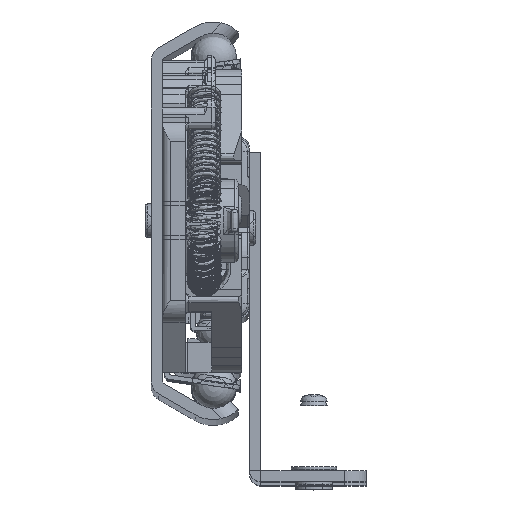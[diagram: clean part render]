
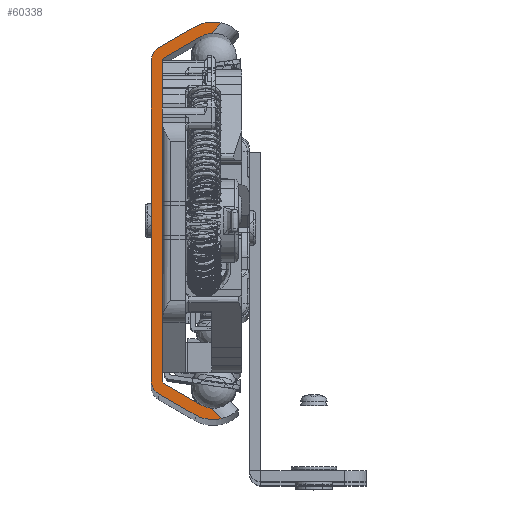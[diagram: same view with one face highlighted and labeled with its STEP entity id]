
A CAD part, top view. The second image highlights one B-rep face of the part: STEP entity #60338.
In plain terms, the highlighted planar face has unit normal (0, 0, 1).
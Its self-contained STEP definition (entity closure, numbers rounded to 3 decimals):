
#3090=PLANE('',#64298);
#5753=FACE_OUTER_BOUND('',#9018,.T.);
#9018=EDGE_LOOP('',(#41280,#41281,#41282,#41283,#41284,#41285,#41286,#41287,
#41288,#41289,#41290,#41291,#41292,#41293,#41294,#41295));
#12576=LINE('',#88125,#16956);
#12577=LINE('',#88138,#16957);
#12578=LINE('',#88143,#16958);
#12579=LINE('',#88147,#16959);
#12580=LINE('',#88150,#16960);
#12581=LINE('',#88154,#16961);
#12582=LINE('',#88158,#16962);
#12583=LINE('',#88161,#16963);
#16956=VECTOR('',#72139,10.);
#16957=VECTOR('',#72142,10.);
#16958=VECTOR('',#72147,10.);
#16959=VECTOR('',#72150,10.);
#16960=VECTOR('',#72153,10.);
#16961=VECTOR('',#72156,10.);
#16962=VECTOR('',#72159,10.);
#16963=VECTOR('',#72162,10.);
#21122=CIRCLE('',#64289,3.3);
#21124=CIRCLE('',#64294,4.8);
#21126=CIRCLE('',#64299,3.3);
#21127=CIRCLE('',#64300,0.5);
#21128=CIRCLE('',#64301,0.5);
#21129=CIRCLE('',#64302,4.8);
#21130=CIRCLE('',#64303,2.);
#21131=CIRCLE('',#64304,2.);
#24096=VERTEX_POINT('',#88035);
#24097=VERTEX_POINT('',#88050);
#24105=VERTEX_POINT('',#88093);
#24106=VERTEX_POINT('',#88104);
#24108=VERTEX_POINT('',#88110);
#24109=VERTEX_POINT('',#88127);
#24110=VERTEX_POINT('',#88140);
#24111=VERTEX_POINT('',#88142);
#24112=VERTEX_POINT('',#88144);
#24113=VERTEX_POINT('',#88146);
#24114=VERTEX_POINT('',#88148);
#24115=VERTEX_POINT('',#88151);
#24116=VERTEX_POINT('',#88153);
#24117=VERTEX_POINT('',#88155);
#24118=VERTEX_POINT('',#88157);
#24119=VERTEX_POINT('',#88159);
#30606=EDGE_CURVE('',#24097,#24096,#21122,.T.);
#30617=EDGE_CURVE('',#24106,#24105,#21124,.T.);
#30621=EDGE_CURVE('',#24105,#24108,#12576,.T.);
#30623=EDGE_CURVE('',#24096,#24109,#12577,.T.);
#30624=EDGE_CURVE('',#24108,#24110,#21126,.T.);
#30625=EDGE_CURVE('',#24110,#24111,#12578,.T.);
#30626=EDGE_CURVE('',#24111,#24112,#21127,.T.);
#30627=EDGE_CURVE('',#24112,#24113,#12579,.T.);
#30628=EDGE_CURVE('',#24113,#24114,#21128,.T.);
#30629=EDGE_CURVE('',#24114,#24097,#12580,.T.);
#30630=EDGE_CURVE('',#24109,#24115,#21129,.T.);
#30631=EDGE_CURVE('',#24115,#24116,#12581,.T.);
#30632=EDGE_CURVE('',#24116,#24117,#21130,.T.);
#30633=EDGE_CURVE('',#24117,#24118,#12582,.T.);
#30634=EDGE_CURVE('',#24118,#24119,#21131,.T.);
#30635=EDGE_CURVE('',#24119,#24106,#12583,.T.);
#41280=ORIENTED_EDGE('',*,*,#30621,.T.);
#41281=ORIENTED_EDGE('',*,*,#30624,.T.);
#41282=ORIENTED_EDGE('',*,*,#30625,.T.);
#41283=ORIENTED_EDGE('',*,*,#30626,.T.);
#41284=ORIENTED_EDGE('',*,*,#30627,.T.);
#41285=ORIENTED_EDGE('',*,*,#30628,.T.);
#41286=ORIENTED_EDGE('',*,*,#30629,.T.);
#41287=ORIENTED_EDGE('',*,*,#30606,.T.);
#41288=ORIENTED_EDGE('',*,*,#30623,.T.);
#41289=ORIENTED_EDGE('',*,*,#30630,.T.);
#41290=ORIENTED_EDGE('',*,*,#30631,.T.);
#41291=ORIENTED_EDGE('',*,*,#30632,.T.);
#41292=ORIENTED_EDGE('',*,*,#30633,.T.);
#41293=ORIENTED_EDGE('',*,*,#30634,.T.);
#41294=ORIENTED_EDGE('',*,*,#30635,.T.);
#41295=ORIENTED_EDGE('',*,*,#30617,.T.);
#60338=ADVANCED_FACE('',(#5753),#3090,.F.);
#64289=AXIS2_PLACEMENT_3D('',#88051,#72116,#72117);
#64294=AXIS2_PLACEMENT_3D('',#88105,#72132,#72133);
#64298=AXIS2_PLACEMENT_3D('',#88139,#72143,#72144);
#64299=AXIS2_PLACEMENT_3D('',#88141,#72145,#72146);
#64300=AXIS2_PLACEMENT_3D('',#88145,#72148,#72149);
#64301=AXIS2_PLACEMENT_3D('',#88149,#72151,#72152);
#64302=AXIS2_PLACEMENT_3D('',#88152,#72154,#72155);
#64303=AXIS2_PLACEMENT_3D('',#88156,#72157,#72158);
#64304=AXIS2_PLACEMENT_3D('',#88160,#72160,#72161);
#72116=DIRECTION('center_axis',(0.,0.,-1.));
#72117=DIRECTION('ref_axis',(0.5,-0.866,0.));
#72132=DIRECTION('center_axis',(0.,0.,1.));
#72133=DIRECTION('ref_axis',(0.688,-0.726,0.));
#72139=DIRECTION('',(-0.655,0.756,0.));
#72142=DIRECTION('',(0.655,0.756,0.));
#72143=DIRECTION('center_axis',(0.,0.,-1.));
#72144=DIRECTION('ref_axis',(1.,0.,0.));
#72145=DIRECTION('center_axis',(0.,0.,-1.));
#72146=DIRECTION('ref_axis',(-0.702,0.712,0.));
#72147=DIRECTION('',(-0.866,0.5,0.));
#72148=DIRECTION('center_axis',(0.,0.,-1.));
#72149=DIRECTION('ref_axis',(0.5,0.866,0.));
#72150=DIRECTION('',(0.,1.,0.));
#72151=DIRECTION('center_axis',(0.,0.,-1.));
#72152=DIRECTION('ref_axis',(1.,0.,0.));
#72153=DIRECTION('',(0.866,0.5,0.));
#72154=DIRECTION('center_axis',(0.,0.,1.));
#72155=DIRECTION('ref_axis',(-0.5,0.866,0.));
#72156=DIRECTION('',(-0.866,-0.5,0.));
#72157=DIRECTION('center_axis',(0.,0.,1.));
#72158=DIRECTION('ref_axis',(-1.,0.,0.));
#72159=DIRECTION('',(0.,-1.,0.));
#72160=DIRECTION('center_axis',(0.,0.,1.));
#72161=DIRECTION('ref_axis',(-0.5,-0.866,0.));
#72162=DIRECTION('',(0.866,-0.5,0.));
#88035=CARTESIAN_POINT('',(8.605,24.746,456.784));
#88050=CARTESIAN_POINT('',(7.127,24.308,456.784));
#88051=CARTESIAN_POINT('Origin',(8.777,21.45,456.784));
#88093=CARTESIAN_POINT('',(9.81,-26.137,456.784));
#88104=CARTESIAN_POINT('',(6.377,-25.607,456.784));
#88105=CARTESIAN_POINT('Origin',(8.777,-21.45,456.784));
#88110=CARTESIAN_POINT('',(8.605,-24.746,456.784));
#88125=CARTESIAN_POINT('',(2.128,-17.264,456.784));
#88127=CARTESIAN_POINT('',(9.81,26.137,456.784));
#88138=CARTESIAN_POINT('',(1.637,16.696,456.784));
#88139=CARTESIAN_POINT('Origin',(3.261,0.,456.784));
#88140=CARTESIAN_POINT('',(7.127,-24.308,456.784));
#88141=CARTESIAN_POINT('Origin',(8.777,-21.45,456.784));
#88142=CARTESIAN_POINT('',(2.327,-21.537,456.784));
#88143=CARTESIAN_POINT('',(2.327,-21.537,456.784));
#88144=CARTESIAN_POINT('',(2.077,-21.104,456.784));
#88145=CARTESIAN_POINT('Origin',(2.577,-21.104,456.784));
#88146=CARTESIAN_POINT('',(2.077,21.104,456.784));
#88147=CARTESIAN_POINT('',(2.077,21.104,456.784));
#88148=CARTESIAN_POINT('',(2.327,21.537,456.784));
#88149=CARTESIAN_POINT('Origin',(2.577,21.104,456.784));
#88150=CARTESIAN_POINT('',(7.127,24.308,456.784));
#88151=CARTESIAN_POINT('',(6.377,25.607,456.784));
#88152=CARTESIAN_POINT('Origin',(8.777,21.45,456.784));
#88153=CARTESIAN_POINT('',(1.577,22.836,456.784));
#88154=CARTESIAN_POINT('',(1.577,22.836,456.784));
#88155=CARTESIAN_POINT('',(0.577,21.104,456.784));
#88156=CARTESIAN_POINT('Origin',(2.577,21.104,456.784));
#88157=CARTESIAN_POINT('',(0.577,-21.104,456.784));
#88158=CARTESIAN_POINT('',(0.577,-21.104,456.784));
#88159=CARTESIAN_POINT('',(1.577,-22.836,456.784));
#88160=CARTESIAN_POINT('Origin',(2.577,-21.104,456.784));
#88161=CARTESIAN_POINT('',(6.377,-25.607,456.784));
